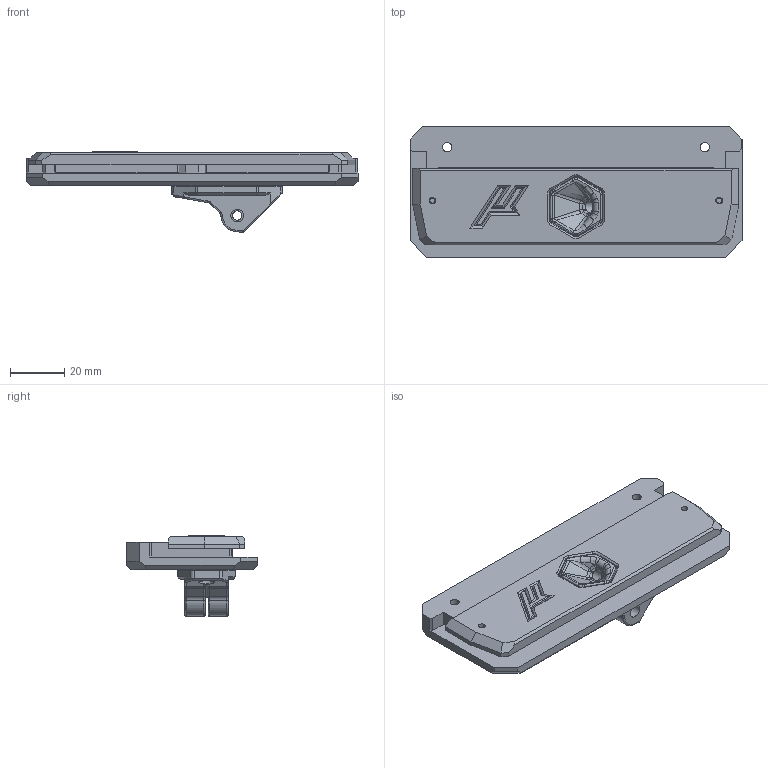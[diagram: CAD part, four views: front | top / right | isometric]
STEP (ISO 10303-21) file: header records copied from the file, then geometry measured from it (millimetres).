
FILE_DESCRIPTION(/* description */ (''),/* implementation_level */ '2;1');
FILE_NAME(/* name */ 'PTFE_Inlet_45degree.step',/* time_stamp */ '2025-08-23T21:46:23-07:00',/* author */ (''),/* organization */ (''),/* preprocessor_version */ 'ST-DEVELOPER v20.1',/* originating_system */ 'Autodesk Translation Framework v14.10.0.0',/* authorisation */ '');
FILE_SCHEMA (('AUTOMOTIVE_DESIGN { 1 0 10303 214 3 1 1 }'));
Length unit declared in the file: millimetre
Products named in the file (6): Rear_Cover_Single_Color; Bowden Tube Entry Rear Cover Base; ExhaustCover; Filament_Inlet; Bowden Tube Entry Accent Cover; Micron_Logo_Inserts
Assembly tree (5 placements, depth 3):
  Rear_Cover_Single_Color
    Bowden Tube Entry Rear Cover Base
      ExhaustCover
      Filament_Inlet
    Bowden Tube Entry Accent Cover
    Micron_Logo_Inserts
Bounding box: 122.25 x 48 x 29.78 mm (x, y, z)
Volume: 61599.2 mm3; surface area: 28250.5 mm2
Topology: 4 solids, 4 shells, 618 faces, 1504 edges, 911 vertices
Faces by surface type: plane 334, cylinder 126, cone 75, bspline 59, torus 18, sphere 6
Full cylindrical faces by diameter (mm): 1.9 x2, 2.4 x2, 3.4 x6, 4.2 x1, 4.7 x3, 6 x5, 8.7 x1, 9.1 x1
Entity records: 19320 total; most frequent: CARTESIAN_POINT 4746, ORIENTED_EDGE 3008, DIRECTION 2967, EDGE_CURVE 1504, AXIS2_PLACEMENT_3D 994, LINE 979, VECTOR 979, VERTEX_POINT 911
